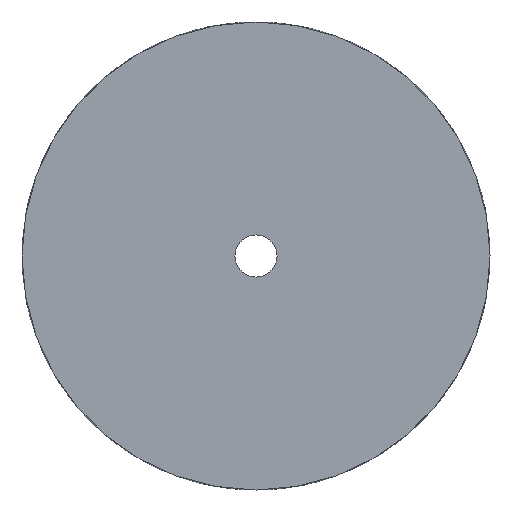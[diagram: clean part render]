
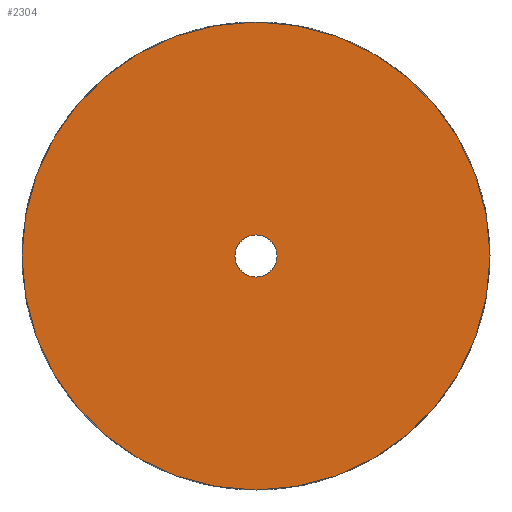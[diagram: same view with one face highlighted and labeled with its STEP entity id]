
A CAD part, front view. The second image highlights one B-rep face of the part: STEP entity #2304.
In plain terms, the highlighted planar face has unit normal (0, -1, 0).
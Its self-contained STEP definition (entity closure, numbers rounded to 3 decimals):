
#104 = DIRECTION ( 'NONE',  ( 0., 0., 1. ) ) ;
#487 = DIRECTION ( 'NONE',  ( 0., 1., 0. ) ) ;
#799 = CARTESIAN_POINT ( 'NONE',  ( 0., 0., 4.5 ) ) ;
#875 = AXIS2_PLACEMENT_3D ( 'NONE', #2322, #2288, #1080 ) ;
#956 = AXIS2_PLACEMENT_3D ( 'NONE', #4996, #5016, #104 ) ;
#1051 = CARTESIAN_POINT ( 'NONE',  ( 0., 0., -50. ) ) ;
#1080 = DIRECTION ( 'NONE',  ( 0., 0., 1. ) ) ;
#1122 = DIRECTION ( 'NONE',  ( 0., 1., 0. ) ) ;
#1139 = CARTESIAN_POINT ( 'NONE',  ( 0., 0., 0. ) ) ;
#1275 = DIRECTION ( 'NONE',  ( 0., 0., 1. ) ) ;
#2196 = CIRCLE ( 'NONE', #5506, 4.5 ) ;
#2288 = DIRECTION ( 'NONE',  ( 0., 1., 0. ) ) ;
#2289 = CIRCLE ( 'NONE', #875, 4.5 ) ;
#2304 = ADVANCED_FACE ( 'NONE', ( #3898, #3631 ), #4762, .F. ) ;
#2322 = CARTESIAN_POINT ( 'NONE',  ( 0., 0., 0. ) ) ;
#2339 = ORIENTED_EDGE ( 'NONE', *, *, #4418, .F. ) ;
#2638 = VERTEX_POINT ( 'NONE', #799 ) ;
#2850 = ORIENTED_EDGE ( 'NONE', *, *, #5853, .T. ) ;
#2855 = CARTESIAN_POINT ( 'NONE',  ( 0., 0., 50. ) ) ;
#2940 = DIRECTION ( 'NONE',  ( 0., 0., 1. ) ) ;
#3021 = DIRECTION ( 'NONE',  ( 0., 1., 0. ) ) ;
#3159 = ORIENTED_EDGE ( 'NONE', *, *, #6586, .T. ) ;
#3215 = CARTESIAN_POINT ( 'NONE',  ( 0., 0., -4.5 ) ) ;
#3352 = EDGE_LOOP ( 'NONE', ( #3159, #2850 ) ) ;
#3631 = FACE_OUTER_BOUND ( 'NONE', #7621, .T. ) ;
#3898 = FACE_BOUND ( 'NONE', #3352, .T. ) ;
#3901 = VERTEX_POINT ( 'NONE', #1051 ) ;
#3975 = ORIENTED_EDGE ( 'NONE', *, *, #6152, .F. ) ;
#4418 = EDGE_CURVE ( 'NONE', #3901, #6556, #4476, .T. ) ;
#4476 = CIRCLE ( 'NONE', #7205, 50. ) ;
#4614 = CIRCLE ( 'NONE', #956, 50. ) ;
#4762 = PLANE ( 'NONE',  #6596 ) ;
#4793 = CARTESIAN_POINT ( 'NONE',  ( 0., 0., 0. ) ) ;
#4996 = CARTESIAN_POINT ( 'NONE',  ( 0., 0., 0. ) ) ;
#5016 = DIRECTION ( 'NONE',  ( 0., 1., 0. ) ) ;
#5506 = AXIS2_PLACEMENT_3D ( 'NONE', #4793, #1122, #7266 ) ;
#5853 = EDGE_CURVE ( 'NONE', #2638, #6903, #2196, .T. ) ;
#6152 = EDGE_CURVE ( 'NONE', #6556, #3901, #4614, .T. ) ;
#6556 = VERTEX_POINT ( 'NONE', #2855 ) ;
#6586 = EDGE_CURVE ( 'NONE', #6903, #2638, #2289, .T. ) ;
#6596 = AXIS2_PLACEMENT_3D ( 'NONE', #7877, #487, #1275 ) ;
#6903 = VERTEX_POINT ( 'NONE', #3215 ) ;
#7205 = AXIS2_PLACEMENT_3D ( 'NONE', #1139, #3021, #2940 ) ;
#7266 = DIRECTION ( 'NONE',  ( 0., 0., 1. ) ) ;
#7621 = EDGE_LOOP ( 'NONE', ( #2339, #3975 ) ) ;
#7877 = CARTESIAN_POINT ( 'NONE',  ( 0., 0., 0. ) ) ;
